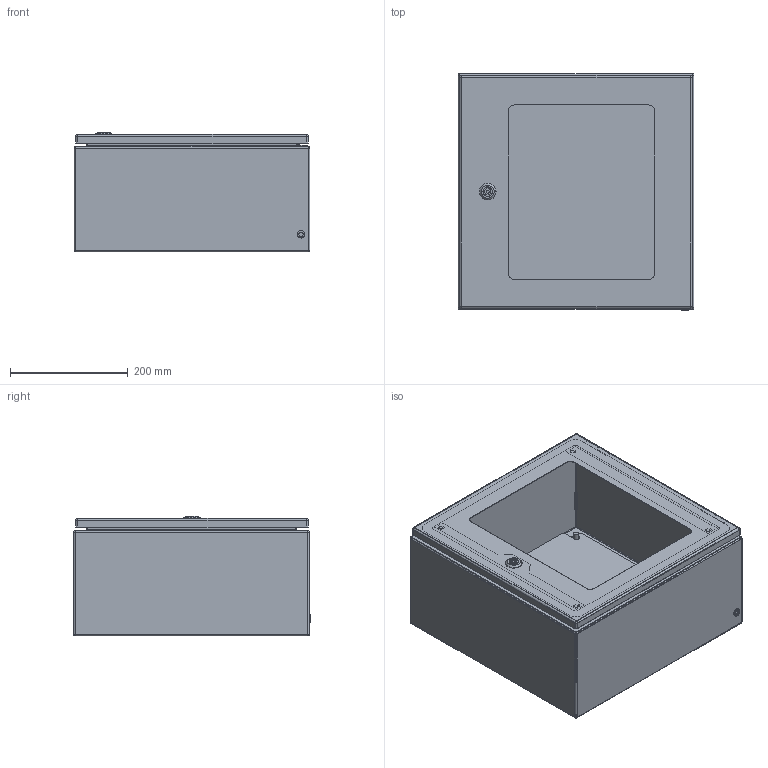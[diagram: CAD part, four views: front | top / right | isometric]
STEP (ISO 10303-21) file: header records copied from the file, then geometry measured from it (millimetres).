
FILE_DESCRIPTION(/* description */ (''),/* implementation_level */ '2;1');
FILE_NAME(/* name */ 'INX404020.stp',/* time_stamp */ '2018-04-10T09:15:26+02:00',/* author */ (''),/* organization */ (''),/* preprocessor_version */ 'ST-DEVELOPER v15',/* originating_system */ 'SIEMENS PLM Software NX 9.0',/* authorisation */ '');
FILE_SCHEMA (('CONFIG_CONTROL_DESIGN'));
Length unit declared in the file: millimetre
Products named in the file (13): 995.P048_01174417141594; X4X67171_REFUERZO_A=400742; TUERCA_CIERRE907; TUERCA_M6_ESTRIADA1072; X6X67171_1_REFUERZO_CIERRE_4001543; JUNTA_SILICONA_4040; 3D_Puerta_400X400_REFUERZO; PL4040_stp; Cuerpo_404020_cod_66036; 92695_1_TUERCA_REM_CERRADA_6X2220381603; CIERRE_INOX135417241604; CONJ_PUERTA_4040; INX404020_stp
Assembly tree (15 placements, depth 4):
  INX404020_stp
    92695_1_TUERCA_REM_CERRADA_6X2220381603
    CONJ_PUERTA_4040
      CIERRE_INOX135417241604
        995.P048_01174417141594
      3D_Puerta_400X400_REFUERZO
      JUNTA_SILICONA_4040
      X6X67171_1_REFUERZO_CIERRE_4001543
      TUERCA_M6_ESTRIADA1072  x4
      TUERCA_CIERRE907
      X4X67171_REFUERZO_A=400742
    Cuerpo_404020_cod_66036
    PL4040_stp
Bounding box: 400 x 401.65 x 203.25 mm (x, y, z)
Volume: 1188498.5 mm3; surface area: 1607465 mm2
Topology: 14 solids, 14 shells, 887 faces, 2185 edges, 1346 vertices
Faces by surface type: plane 440, cylinder 345, bspline 56, cone 21, sphere 13, torus 12
Full cylindrical faces by diameter (mm): 3.3 x8, 5 x1, 5.25 x25, 5.85 x1, 6 x5, 6.5 x4, 6.8 x2, 7 x2, 7.4 x1, 8 x4, 8.4 x4, 8.9 x1, 9 x5, 9.5 x1, 10 x1, 12.9 x1, 16.25 x2, 17 x4, 19.3 x1, 20.25 x1
Entity records: 27202 total; most frequent: CARTESIAN_POINT 5977, ORIENTED_EDGE 4118, DIRECTION 4060, EDGE_CURVE 2059, AXIS2_PLACEMENT_3D 1493, VERTEX_POINT 1280, LINE 1074, VECTOR 1074
